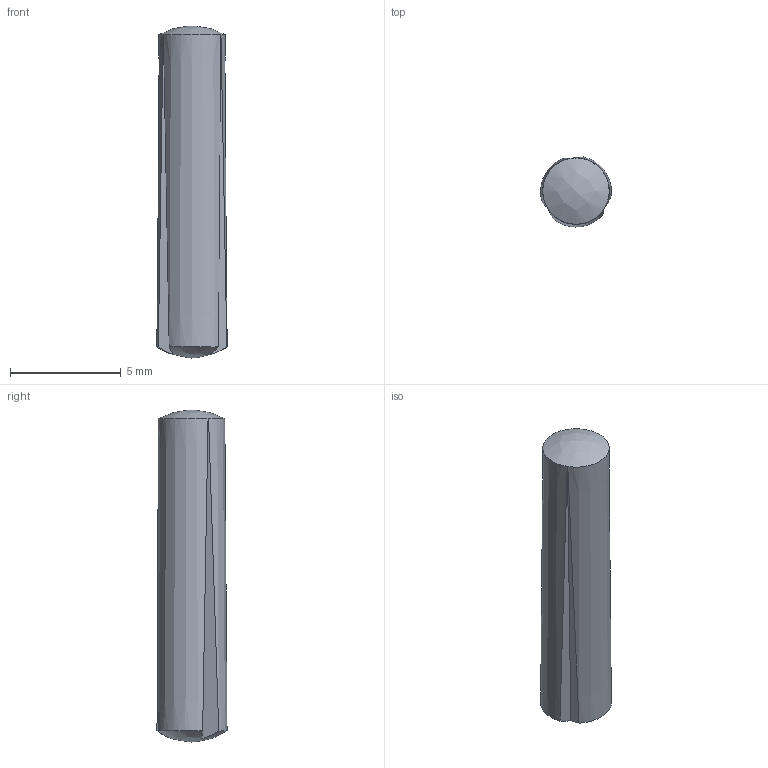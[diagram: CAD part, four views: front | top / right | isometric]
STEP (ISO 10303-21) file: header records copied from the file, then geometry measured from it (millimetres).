
FILE_DESCRIPTION (( 'STEP AP203' ), '1' );
FILE_NAME ('CODE-D.STP', '2017-08-16T13:57:10', ( '微软用户' ), ( '微软中国' ), 'SwSTEP 2.0', 'SolidWorks 2012', '' );
FILE_SCHEMA (( 'CONFIG_CONTROL_DESIGN' ));
Length unit declared in the file: millimetre
Products named in the file (1): CODE-D
Bounding box: 3.2 x 3.17 x 15 mm (x, y, z)
Volume: 105.3 mm3; surface area: 167.9 mm2
Topology: 1 solids, 1 shells, 11 faces, 27 edges, 18 vertices
Faces by surface type: plane 6, cone 3, bspline 2
Entity records: 438 total; most frequent: CARTESIAN_POINT 141, ORIENTED_EDGE 54, DIRECTION 35, EDGE_CURVE 27, VERTEX_POINT 18, AXIS2_PLACEMENT_3D 16, B_SPLINE_CURVE_WITH_KNOTS 12, EDGE_LOOP 11
